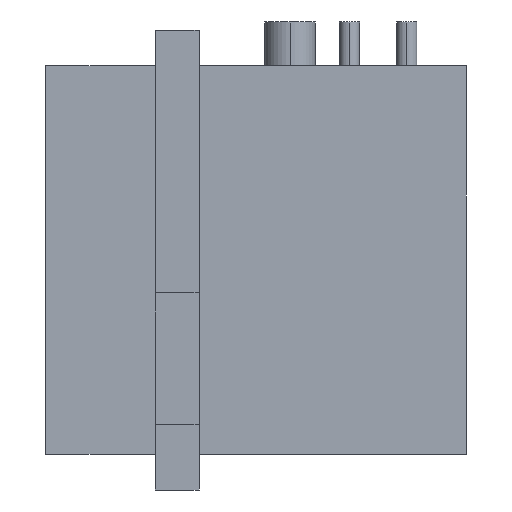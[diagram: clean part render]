
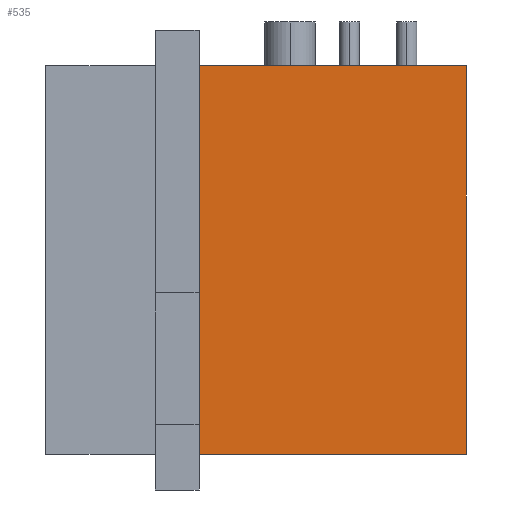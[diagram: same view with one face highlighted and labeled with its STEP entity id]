
A CAD part, left-side view. The second image highlights one B-rep face of the part: STEP entity #535.
In plain terms, the highlighted planar face has unit normal (-1, 0, 0).
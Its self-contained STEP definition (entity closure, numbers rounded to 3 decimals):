
#58 = ORIENTED_EDGE ( 'NONE', *, *, #217, .F. ) ;
#59 = ORIENTED_EDGE ( 'NONE', *, *, #60, .F. ) ;
#60 = EDGE_CURVE ( 'NONE', #61, #66, #968, .T. ) ;
#61 = VERTEX_POINT ( 'NONE', #964 ) ;
#66 = VERTEX_POINT ( 'NONE', #881 ) ;
#70 = VERTEX_POINT ( 'NONE', #876 ) ;
#89 = EDGE_LOOP ( 'NONE', ( #91, #58, #59, #94 ) ) ;
#91 = ORIENTED_EDGE ( 'NONE', *, *, #92, .T. ) ;
#92 = EDGE_CURVE ( 'NONE', #93, #70, #953, .T. ) ;
#93 = VERTEX_POINT ( 'NONE', #949 ) ;
#94 = ORIENTED_EDGE ( 'NONE', *, *, #95, .T. ) ;
#95 = EDGE_CURVE ( 'NONE', #61, #93, #948, .T. ) ;
#217 = EDGE_CURVE ( 'NONE', #66, #70, #1094, .T. ) ;
#535 = ADVANCED_FACE ( 'NONE', ( #1759 ), #1757, .F. ) ;
#876 = CARTESIAN_POINT ( 'NONE',  ( -8.125, 0., 8.875 ) ) ;
#881 = CARTESIAN_POINT ( 'NONE',  ( -8.125, 12.2, 8.875 ) ) ;
#945 = DIRECTION ( 'NONE',  ( 0., -1., 0. ) ) ;
#946 = VECTOR ( 'NONE', #945, 1000. ) ;
#947 = CARTESIAN_POINT ( 'NONE',  ( -8.125, 12.2, -8.875 ) ) ;
#948 = LINE ( 'NONE', #947, #946 ) ;
#949 = CARTESIAN_POINT ( 'NONE',  ( -8.125, 0., -8.875 ) ) ;
#950 = DIRECTION ( 'NONE',  ( 0., 0., 1. ) ) ;
#951 = VECTOR ( 'NONE', #950, 1000. ) ;
#952 = CARTESIAN_POINT ( 'NONE',  ( -8.125, 0., -8.875 ) ) ;
#953 = LINE ( 'NONE', #952, #951 ) ;
#964 = CARTESIAN_POINT ( 'NONE',  ( -8.125, 12.2, -8.875 ) ) ;
#965 = DIRECTION ( 'NONE',  ( 0., 0., 1. ) ) ;
#966 = VECTOR ( 'NONE', #965, 1000. ) ;
#967 = CARTESIAN_POINT ( 'NONE',  ( -8.125, 12.2, -8.875 ) ) ;
#968 = LINE ( 'NONE', #967, #966 ) ;
#1091 = DIRECTION ( 'NONE',  ( 0., -1., 0. ) ) ;
#1092 = VECTOR ( 'NONE', #1091, 1000. ) ;
#1093 = CARTESIAN_POINT ( 'NONE',  ( -8.125, 12.2, 8.875 ) ) ;
#1094 = LINE ( 'NONE', #1093, #1092 ) ;
#1753 = DIRECTION ( 'NONE',  ( 0., 0., -1. ) ) ;
#1754 = DIRECTION ( 'NONE',  ( 1., 0., 0. ) ) ;
#1755 = CARTESIAN_POINT ( 'NONE',  ( -8.125, 12.2, -8.875 ) ) ;
#1756 = AXIS2_PLACEMENT_3D ( 'NONE', #1755, #1754, #1753 ) ;
#1757 = PLANE ( 'NONE',  #1756 ) ;
#1759 = FACE_OUTER_BOUND ( 'NONE', #89, .T. ) ;
